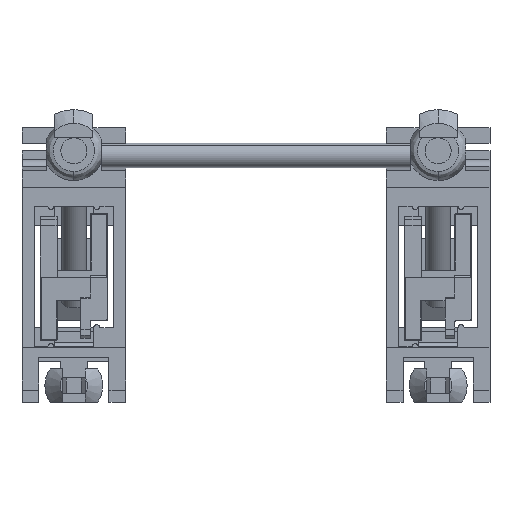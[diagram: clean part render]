
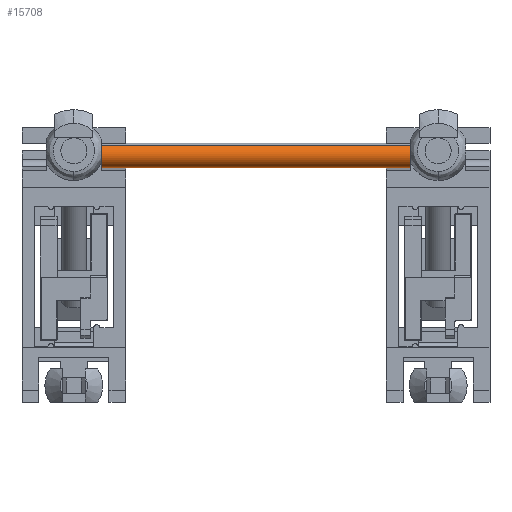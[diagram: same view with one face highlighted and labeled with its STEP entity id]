
A CAD part, front view. The second image highlights one B-rep face of the part: STEP entity #15708.
In plain terms, the highlighted cylindrical face has radius 0.8 mm (diameter 1.6 mm), a partial arc.
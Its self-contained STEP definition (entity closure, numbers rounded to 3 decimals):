
#359 = DIRECTION ( 'NONE',  ( 0., 0., -1. ) ) ;
#891 = ORIENTED_EDGE ( 'NONE', *, *, #7616, .T. ) ;
#1762 = DIRECTION ( 'NONE',  ( 1., 0., 0. ) ) ;
#2775 = CARTESIAN_POINT ( 'NONE',  ( 10.95, 0., 10.6 ) ) ;
#2797 = CIRCLE ( 'NONE', #3647, 0.8 ) ;
#2912 = VERTEX_POINT ( 'NONE', #12244 ) ;
#3647 = AXIS2_PLACEMENT_3D ( 'NONE', #14979, #1762, #5948 ) ;
#4091 = DIRECTION ( 'NONE',  ( -1., 0., 0. ) ) ;
#4418 = CYLINDRICAL_SURFACE ( 'NONE', #13033, 0.8 ) ;
#4631 = VECTOR ( 'NONE', #4091, 1000. ) ;
#4724 = EDGE_CURVE ( 'NONE', #2912, #16554, #6631, .T. ) ;
#5471 = DIRECTION ( 'NONE',  ( -1., 0., 0. ) ) ;
#5707 = FACE_OUTER_BOUND ( 'NONE', #11812, .T. ) ;
#5795 = DIRECTION ( 'NONE',  ( -1., 0., 0. ) ) ;
#5948 = DIRECTION ( 'NONE',  ( 0., 0., -1. ) ) ;
#6631 = CIRCLE ( 'NONE', #11793, 0.8 ) ;
#7418 = CARTESIAN_POINT ( 'NONE',  ( 10.95, 0., 11.4 ) ) ;
#7420 = VERTEX_POINT ( 'NONE', #12298 ) ;
#7616 = EDGE_CURVE ( 'NONE', #7420, #2912, #9300, .T. ) ;
#8064 = ORIENTED_EDGE ( 'NONE', *, *, #9733, .F. ) ;
#8234 = CARTESIAN_POINT ( 'NONE',  ( -10.95, 0., 11.4 ) ) ;
#8268 = EDGE_CURVE ( 'NONE', #9983, #16554, #10567, .T. ) ;
#8966 = CARTESIAN_POINT ( 'NONE',  ( -10.95, 0., 10.6 ) ) ;
#9245 = VECTOR ( 'NONE', #5471, 1000. ) ;
#9300 = LINE ( 'NONE', #14417, #9245 ) ;
#9733 = EDGE_CURVE ( 'NONE', #7420, #9983, #2797, .T. ) ;
#9963 = DIRECTION ( 'NONE',  ( 0., 0., 1. ) ) ;
#9983 = VERTEX_POINT ( 'NONE', #2775 ) ;
#10316 = CARTESIAN_POINT ( 'NONE',  ( 10.95, 0., 10.6 ) ) ;
#10567 = LINE ( 'NONE', #10316, #4631 ) ;
#10773 = DIRECTION ( 'NONE',  ( 1., 0., 0. ) ) ;
#10960 = ORIENTED_EDGE ( 'NONE', *, *, #8268, .F. ) ;
#11793 = AXIS2_PLACEMENT_3D ( 'NONE', #8234, #10773, #359 ) ;
#11812 = EDGE_LOOP ( 'NONE', ( #10960, #8064, #891, #13046 ) ) ;
#12244 = CARTESIAN_POINT ( 'NONE',  ( -10.95, 0., 12.2 ) ) ;
#12298 = CARTESIAN_POINT ( 'NONE',  ( 10.95, 0., 12.2 ) ) ;
#13033 = AXIS2_PLACEMENT_3D ( 'NONE', #7418, #5795, #9963 ) ;
#13046 = ORIENTED_EDGE ( 'NONE', *, *, #4724, .T. ) ;
#14417 = CARTESIAN_POINT ( 'NONE',  ( 10.95, 0., 12.2 ) ) ;
#14979 = CARTESIAN_POINT ( 'NONE',  ( 10.95, 0., 11.4 ) ) ;
#15708 = ADVANCED_FACE ( 'NONE', ( #5707 ), #4418, .T. ) ;
#16554 = VERTEX_POINT ( 'NONE', #8966 ) ;
